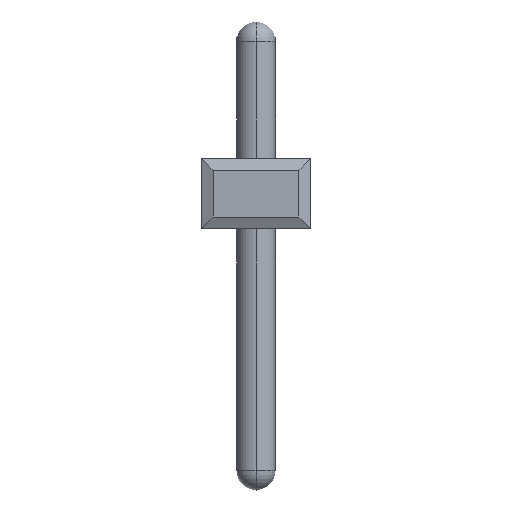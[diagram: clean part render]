
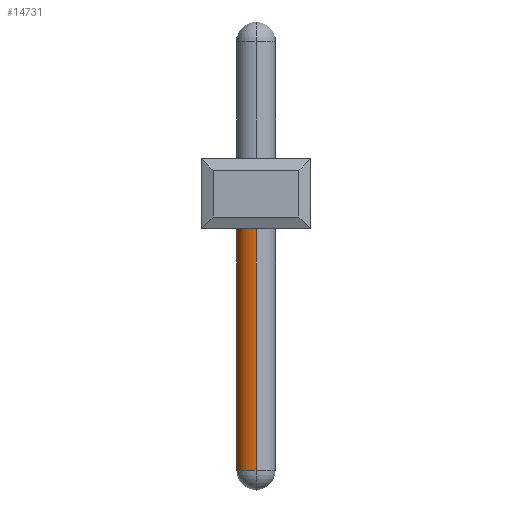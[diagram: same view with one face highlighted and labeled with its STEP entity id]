
A CAD part, front view. The second image highlights one B-rep face of the part: STEP entity #14731.
In plain terms, the highlighted cylindrical face has radius 0.5 mm (diameter 1 mm), a partial arc.
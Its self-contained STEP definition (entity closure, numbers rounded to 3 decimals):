
#5107=CARTESIAN_POINT('',(1.4,-57.75,0.2));
#5108=DIRECTION('',(0.,0.,1.));
#5109=DIRECTION('',(0.,1.,0.));
#5110=AXIS2_PLACEMENT_3D('',#5107,#5108,#5109);
#5121=CARTESIAN_POINT('',(1.4,-57.75,-6.2));
#5122=DIRECTION('',(0.,0.,1.));
#5123=DIRECTION('',(0.,1.,0.));
#5124=AXIS2_PLACEMENT_3D('',#5121,#5122,#5123);
#5126=DIRECTION('',(0.,0.,1.));
#5127=VECTOR('',#5126,6.4);
#5128=CARTESIAN_POINT('',(1.4,-57.25,-6.2));
#5129=LINE('',#5128,#5127);
#5135=DIRECTION('',(0.,0.,1.));
#5136=VECTOR('',#5135,6.4);
#5137=CARTESIAN_POINT('',(1.4,-58.25,-6.2));
#5138=LINE('',#5137,#5136);
#6542=CARTESIAN_POINT('',(1.4,-57.25,-6.2));
#6544=VERTEX_POINT('',#6542);
#6549=CARTESIAN_POINT('',(1.4,-58.25,-6.2));
#6550=VERTEX_POINT('',#6549);
#6553=CARTESIAN_POINT('',(1.4,-57.25,0.2));
#6554=CARTESIAN_POINT('',(1.4,-58.25,0.2));
#6555=VERTEX_POINT('',#6553);
#6556=VERTEX_POINT('',#6554);
#14717=CARTESIAN_POINT('',(1.4,-57.75,-7.3));
#14718=DIRECTION('',(0.,0.,1.));
#14719=DIRECTION('',(0.,1.,0.));
#14720=AXIS2_PLACEMENT_3D('',#14717,#14718,#14719);
#14721=CYLINDRICAL_SURFACE('',#14720,0.5);
#14722=ORIENTED_EDGE('',*,*,#14698,.T.);
#14724=ORIENTED_EDGE('',*,*,#14723,.F.);
#14726=ORIENTED_EDGE('',*,*,#14725,.F.);
#14728=ORIENTED_EDGE('',*,*,#14727,.T.);
#14729=EDGE_LOOP('',(#14722,#14724,#14726,#14728));
#14730=FACE_OUTER_BOUND('',#14729,.F.);
#14731=ADVANCED_FACE('',(#14730),#14721,.T.);
#5111=CIRCLE('',#5110,0.5);
#5125=CIRCLE('',#5124,0.5);
#14698=EDGE_CURVE('',#6555,#6556,#5111,.T.);
#14723=EDGE_CURVE('',#6550,#6556,#5138,.T.);
#14725=EDGE_CURVE('',#6544,#6550,#5125,.T.);
#14727=EDGE_CURVE('',#6544,#6555,#5129,.T.);
